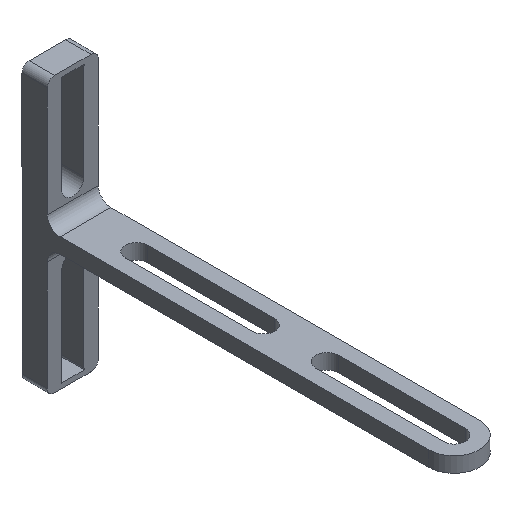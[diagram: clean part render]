
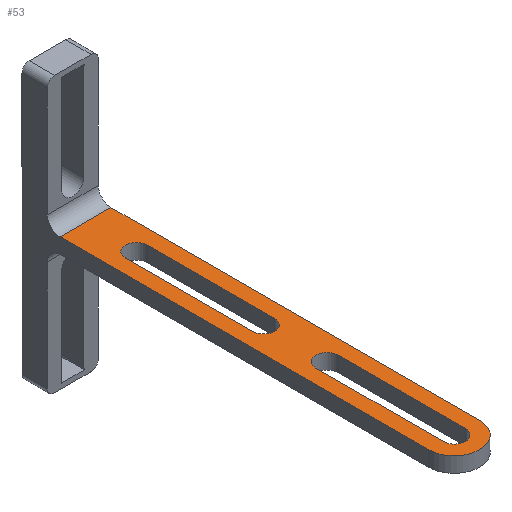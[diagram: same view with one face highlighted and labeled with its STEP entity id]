
A CAD part, isometric view. The second image highlights one B-rep face of the part: STEP entity #53.
In plain terms, the highlighted planar face has unit normal (0, 0, 1).
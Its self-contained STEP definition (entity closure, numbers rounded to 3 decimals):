
#53=ADVANCED_FACE('',(#89,#91,#93),#95,.F.);
#89=FACE_BOUND('',#90,.T.);
#90=EDGE_LOOP('',(#357,#358,#359,#360));
#91=FACE_BOUND('',#92,.T.);
#92=EDGE_LOOP('',(#361,#362,#363,#364));
#93=FACE_BOUND('',#94,.T.);
#94=EDGE_LOOP('',(#365,#366,#367,#368));
#95=PLANE('',#96);
#96=AXIS2_PLACEMENT_3D('',#97,#98,#99);
#97=CARTESIAN_POINT('',(0.,0.,1.2));
#98=DIRECTION('',(0.,0.,-1.));
#99=DIRECTION('',(-1.,0.,0.));
#357=ORIENTED_EDGE('',*,*,#561,.F.);
#358=ORIENTED_EDGE('',*,*,#562,.T.);
#359=ORIENTED_EDGE('',*,*,#563,.T.);
#360=ORIENTED_EDGE('',*,*,#564,.T.);
#361=ORIENTED_EDGE('',*,*,#565,.T.);
#362=ORIENTED_EDGE('',*,*,#566,.T.);
#363=ORIENTED_EDGE('',*,*,#567,.T.);
#364=ORIENTED_EDGE('',*,*,#568,.T.);
#365=ORIENTED_EDGE('',*,*,#569,.T.);
#366=ORIENTED_EDGE('',*,*,#570,.T.);
#367=ORIENTED_EDGE('',*,*,#571,.T.);
#368=ORIENTED_EDGE('',*,*,#572,.T.);
#561=EDGE_CURVE('',#663,#664,#665,.T.);
#562=EDGE_CURVE('',#663,#666,#667,.T.);
#563=EDGE_CURVE('',#666,#668,#669,.T.);
#564=EDGE_CURVE('',#668,#664,#670,.T.);
#565=EDGE_CURVE('',#671,#672,#673,.T.);
#566=EDGE_CURVE('',#672,#674,#675,.F.);
#567=EDGE_CURVE('',#674,#676,#677,.T.);
#568=EDGE_CURVE('',#676,#671,#678,.F.);
#569=EDGE_CURVE('',#679,#680,#681,.T.);
#570=EDGE_CURVE('',#680,#682,#683,.F.);
#571=EDGE_CURVE('',#682,#684,#685,.T.);
#572=EDGE_CURVE('',#684,#679,#686,.F.);
#663=VERTEX_POINT('',#833);
#664=VERTEX_POINT('',#834);
#665=LINE('',#835,#836);
#666=VERTEX_POINT('',#838);
#667=LINE('',#839,#840);
#668=VERTEX_POINT('',#842);
#669=LINE('',#843,#844);
#670=CIRCLE('',#846,4.);
#671=VERTEX_POINT('',#850);
#672=VERTEX_POINT('',#851);
#673=LINE('',#852,#853);
#674=VERTEX_POINT('',#855);
#675=CIRCLE('',#856,1.75);
#676=VERTEX_POINT('',#860);
#677=LINE('',#861,#862);
#678=CIRCLE('',#864,1.75);
#679=VERTEX_POINT('',#868);
#680=VERTEX_POINT('',#869);
#681=LINE('',#870,#871);
#682=VERTEX_POINT('',#873);
#683=CIRCLE('',#874,1.75);
#684=VERTEX_POINT('',#878);
#685=LINE('',#879,#880);
#686=CIRCLE('',#882,1.75);
#833=CARTESIAN_POINT('',(4.,-6.,1.2));
#834=CARTESIAN_POINT('',(4.,-64.,1.2));
#835=CARTESIAN_POINT('',(4.,-6.,1.2));
#836=VECTOR('',#837,1.);
#837=DIRECTION('',(0.,-1.,0.));
#838=CARTESIAN_POINT('',(-4.,-6.,1.2));
#839=CARTESIAN_POINT('',(4.,-6.,1.2));
#840=VECTOR('',#841,1.);
#841=DIRECTION('',(-1.,0.,0.));
#842=CARTESIAN_POINT('',(-4.,-64.,1.2));
#843=CARTESIAN_POINT('',(-4.,-6.,1.2));
#844=VECTOR('',#845,1.);
#845=DIRECTION('',(0.,-1.,0.));
#846=AXIS2_PLACEMENT_3D('',#847,#848,#849);
#847=CARTESIAN_POINT('',(0.,-64.,1.2));
#848=DIRECTION('',(0.,0.,1.));
#849=DIRECTION('',(-1.,0.,0.));
#850=CARTESIAN_POINT('',(1.75,-14.,1.2));
#851=CARTESIAN_POINT('',(1.75,-34.,1.2));
#852=CARTESIAN_POINT('',(1.75,-14.,1.2));
#853=VECTOR('',#854,1.);
#854=DIRECTION('',(0.,-1.,0.));
#855=CARTESIAN_POINT('',(-1.75,-34.,1.2));
#856=AXIS2_PLACEMENT_3D('',#857,#858,#859);
#857=CARTESIAN_POINT('',(0.,-34.,1.2));
#858=DIRECTION('',(0.,0.,1.));
#859=DIRECTION('',(-1.,0.,0.));
#860=CARTESIAN_POINT('',(-1.75,-14.,1.2));
#861=CARTESIAN_POINT('',(-1.75,-34.,1.2));
#862=VECTOR('',#863,1.);
#863=DIRECTION('',(0.,1.,0.));
#864=AXIS2_PLACEMENT_3D('',#865,#866,#867);
#865=CARTESIAN_POINT('',(0.,-14.,1.2));
#866=DIRECTION('',(0.,0.,1.));
#867=DIRECTION('',(1.,0.,0.));
#868=CARTESIAN_POINT('',(1.75,-44.,1.2));
#869=CARTESIAN_POINT('',(1.75,-64.,1.2));
#870=CARTESIAN_POINT('',(1.75,-44.,1.2));
#871=VECTOR('',#872,1.);
#872=DIRECTION('',(0.,-1.,0.));
#873=CARTESIAN_POINT('',(-1.75,-64.,1.2));
#874=AXIS2_PLACEMENT_3D('',#875,#876,#877);
#875=CARTESIAN_POINT('',(0.,-64.,1.2));
#876=DIRECTION('',(0.,0.,1.));
#877=DIRECTION('',(-1.,0.,0.));
#878=CARTESIAN_POINT('',(-1.75,-44.,1.2));
#879=CARTESIAN_POINT('',(-1.75,-64.,1.2));
#880=VECTOR('',#881,1.);
#881=DIRECTION('',(0.,1.,0.));
#882=AXIS2_PLACEMENT_3D('',#883,#884,#885);
#883=CARTESIAN_POINT('',(0.,-44.,1.2));
#884=DIRECTION('',(0.,0.,1.));
#885=DIRECTION('',(1.,0.,0.));
